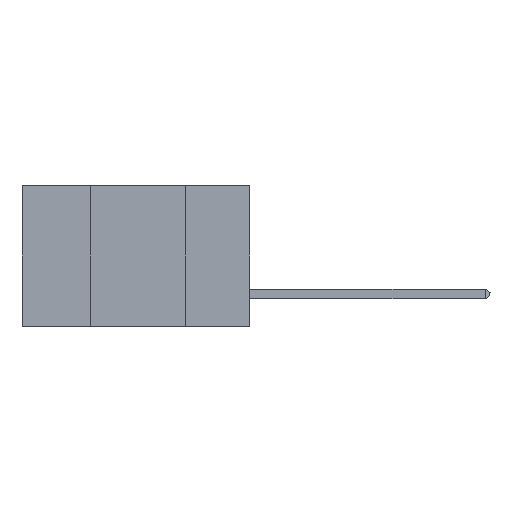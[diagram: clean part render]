
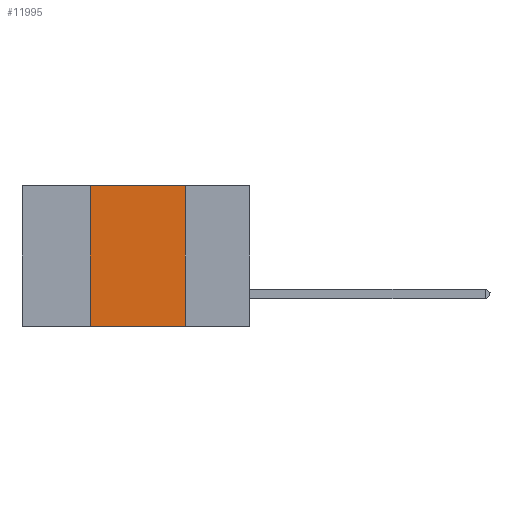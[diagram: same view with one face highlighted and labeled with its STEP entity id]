
A CAD part, left-side view. The second image highlights one B-rep face of the part: STEP entity #11995.
In plain terms, the highlighted planar face has unit normal (-1, 0, 0).
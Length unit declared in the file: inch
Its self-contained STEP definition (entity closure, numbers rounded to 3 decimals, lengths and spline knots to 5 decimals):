
#56 = EDGE_CURVE ( 'NONE', #15242, #6030, #8769, .T. ) ;
#1721 = LINE ( 'NONE', #9340, #16019 ) ;
#2598 = FACE_OUTER_BOUND ( 'NONE', #19865, .T. ) ;
#3643 = CARTESIAN_POINT ( 'NONE',  ( 0., 0.6, 0. ) ) ;
#3906 = VECTOR ( 'NONE', #16618, 39.37008 ) ;
#4253 = ORIENTED_EDGE ( 'NONE', *, *, #9890, .F. ) ;
#5647 = DIRECTION ( 'NONE',  ( 0., 0., 1. ) ) ;
#5904 = DIRECTION ( 'NONE',  ( 1., 0., 0. ) ) ;
#6030 = VERTEX_POINT ( 'NONE', #14116 ) ;
#7317 = CARTESIAN_POINT ( 'NONE',  ( 0., 0.6, -0.37 ) ) ;
#7453 = CARTESIAN_POINT ( 'NONE',  ( 0., 0.6, 0. ) ) ;
#7531 = VECTOR ( 'NONE', #5647, 39.37008 ) ;
#7699 = DIRECTION ( 'NONE',  ( 0., 0., -1. ) ) ;
#8018 = CARTESIAN_POINT ( 'NONE',  ( 0., 0.42, 0. ) ) ;
#8571 = VERTEX_POINT ( 'NONE', #8018 ) ;
#8769 = LINE ( 'NONE', #7317, #3906 ) ;
#8824 = ORIENTED_EDGE ( 'NONE', *, *, #56, .T. ) ;
#9340 = CARTESIAN_POINT ( 'NONE',  ( 0., 0.17, 0. ) ) ;
#9890 = EDGE_CURVE ( 'NONE', #8571, #10089, #19532, .T. ) ;
#10089 = VERTEX_POINT ( 'NONE', #19665 ) ;
#11476 = DIRECTION ( 'NONE',  ( 0., -1., 0. ) ) ;
#11769 = ORIENTED_EDGE ( 'NONE', *, *, #18762, .F. ) ;
#11859 = PLANE ( 'NONE',  #16312 ) ;
#11995 = ADVANCED_FACE ( 'NONE', ( #2598 ), #11859, .F. ) ;
#13095 = LINE ( 'NONE', #16714, #7531 ) ;
#13532 = DIRECTION ( 'NONE',  ( 0., 0., -1. ) ) ;
#14116 = CARTESIAN_POINT ( 'NONE',  ( 0., 0.17, -0.37 ) ) ;
#14203 = ORIENTED_EDGE ( 'NONE', *, *, #18098, .F. ) ;
#15242 = VERTEX_POINT ( 'NONE', #19031 ) ;
#16004 = VECTOR ( 'NONE', #11476, 39.37008 ) ;
#16019 = VECTOR ( 'NONE', #7699, 39.37008 ) ;
#16312 = AXIS2_PLACEMENT_3D ( 'NONE', #7453, #5904, #13532 ) ;
#16618 = DIRECTION ( 'NONE',  ( 0., -1., 0. ) ) ;
#16714 = CARTESIAN_POINT ( 'NONE',  ( 0., 0.42, 0. ) ) ;
#18098 = EDGE_CURVE ( 'NONE', #10089, #6030, #1721, .T. ) ;
#18762 = EDGE_CURVE ( 'NONE', #15242, #8571, #13095, .T. ) ;
#19031 = CARTESIAN_POINT ( 'NONE',  ( 0., 0.42, -0.37 ) ) ;
#19532 = LINE ( 'NONE', #3643, #16004 ) ;
#19665 = CARTESIAN_POINT ( 'NONE',  ( 0., 0.17, 0. ) ) ;
#19865 = EDGE_LOOP ( 'NONE', ( #14203, #4253, #11769, #8824 ) ) ;
